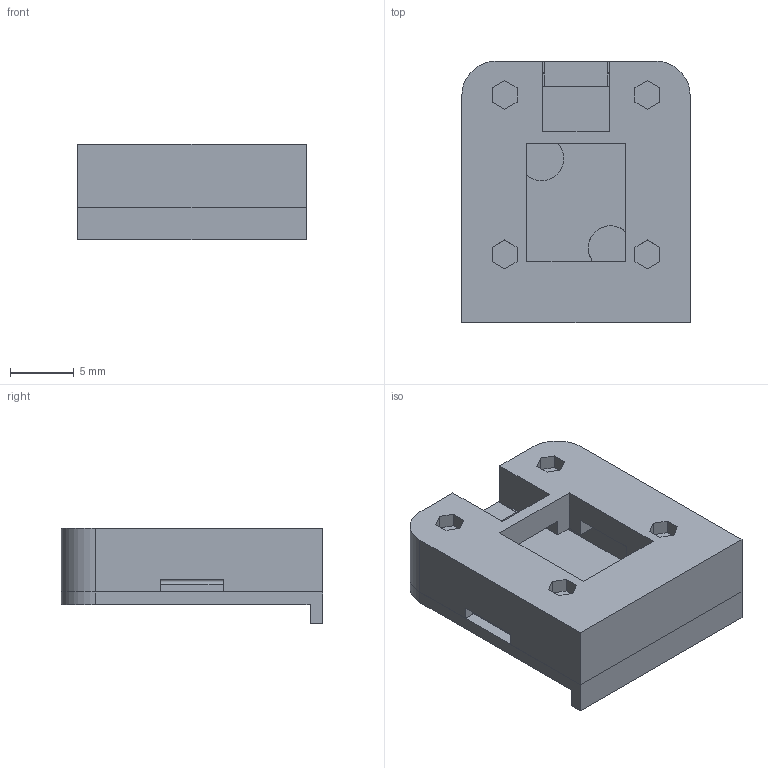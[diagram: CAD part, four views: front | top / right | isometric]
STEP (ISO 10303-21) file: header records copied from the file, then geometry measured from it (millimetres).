
FILE_DESCRIPTION(/* description */ (''),/* implementation_level */ '2;1');
FILE_NAME(/* name */ 'PAW3222Case.step',/* time_stamp */ '2025-12-23T18:54:34+09:00',/* author */ (''),/* organization */ (''),/* preprocessor_version */ 'ST-DEVELOPER v20.1',/* originating_system */ 'Autodesk Translation Framework v14.21.0.0',/* authorisation */ '');
FILE_SCHEMA (('AUTOMOTIVE_DESIGN { 1 0 10303 214 3 1 1 }'));
Length unit declared in the file: millimetre
Products named in the file (3): PAW3222Case; BottomPart; TopPart
Assembly tree (2 placements, depth 2):
  PAW3222Case
    BottomPart
    TopPart
Bounding box: 17.9 x 20.5 x 7.5 mm (x, y, z)
Volume: 1537.1 mm3; surface area: 2277 mm2
Topology: 2 solids, 2 shells, 200 faces, 541 edges, 345 vertices
Faces by surface type: plane 144, cylinder 22, cone 19, torus 8, bspline 7
Full cylindrical faces by diameter (mm): 3.5 x2
Entity records: 6494 total; most frequent: CARTESIAN_POINT 1365, ORIENTED_EDGE 1082, DIRECTION 999, EDGE_CURVE 541, LINE 437, VECTOR 437, VERTEX_POINT 345, AXIS2_PLACEMENT_3D 281
